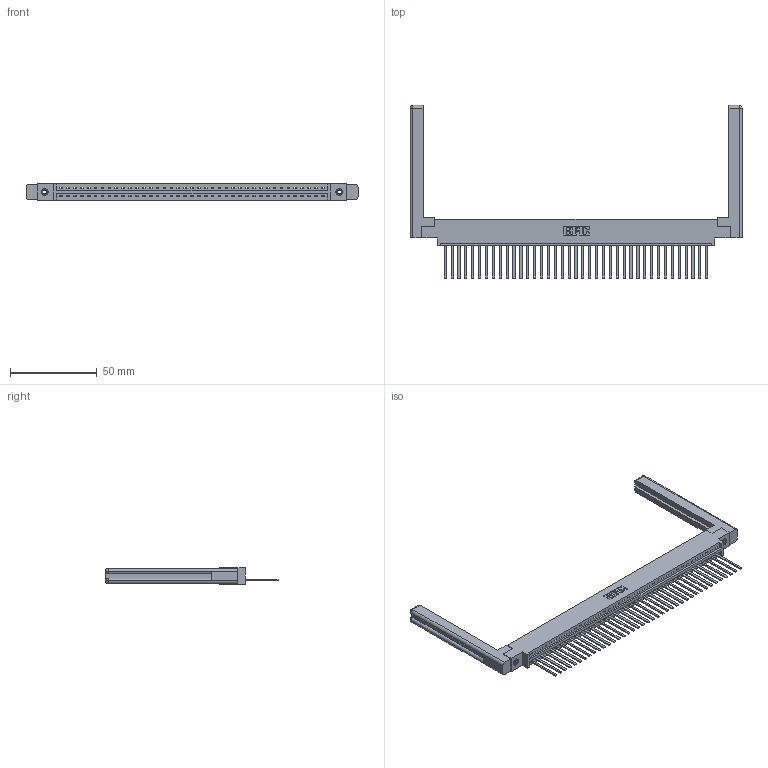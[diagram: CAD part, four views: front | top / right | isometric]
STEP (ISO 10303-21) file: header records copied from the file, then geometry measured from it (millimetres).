
FILE_DESCRIPTION (( 'STEP AP203' ), '1' );
FILE_NAME ('337-039-544-658.STEP', '2019-10-01T18:58:43', ( '' ), ( '' ), 'SwSTEP 2.0', 'SolidWorks 2016', '' );
FILE_SCHEMA (( 'CONFIG_CONTROL_DESIGN' ));
Length unit declared in the file: inch
Products named in the file (5): 307-220-058; 345-292-001_345-293-144; 345-250-001_345-250-001-102; 337 Part_0.170 Offset - 0.156 Dia-TI; 337-039-544-658
Assembly tree (44 placements, depth 2):
  337-039-544-658
    337 Part_0.170 Offset - 0.156 Dia-TI
    345-292-001_345-293-144  x39
    345-250-001_345-250-001-102  x2
    307-220-058  x2
Bounding box: 191.16 x 99.7 x 9.4 mm (x, y, z)
Volume: 27326.7 mm3; surface area: 27615.7 mm2
Topology: 44 solids, 44 shells, 2444 faces, 7307 edges, 4806 vertices
Faces by surface type: plane 1796, cylinder 624, cone 12, torus 12
Entity records: 31960 total; most frequent: CARTESIAN_POINT 5566, ORIENTED_EDGE 5480, DIRECTION 4706, EDGE_CURVE 2740, LINE 2568, VECTOR 2568, VERTEX_POINT 1818, AXIS2_PLACEMENT_3D 1069
